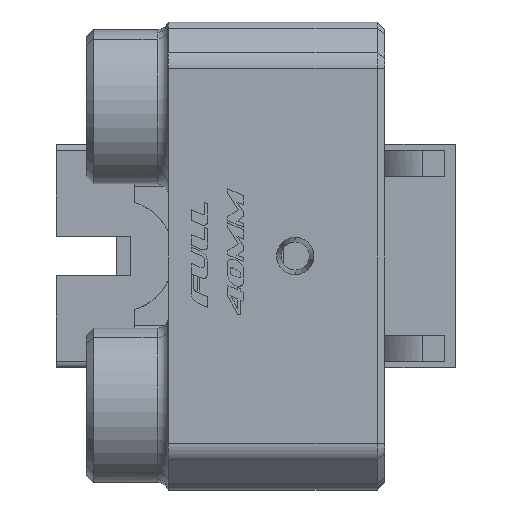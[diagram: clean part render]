
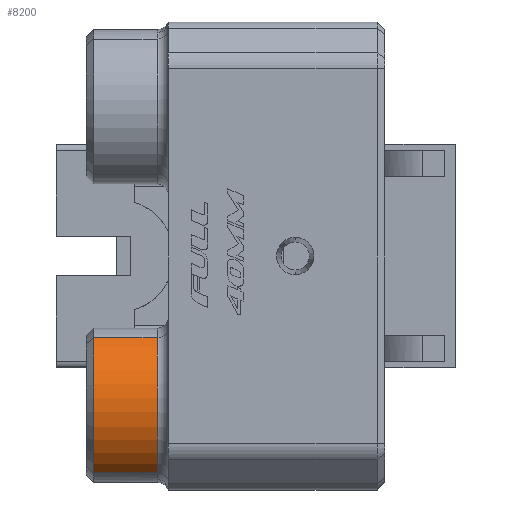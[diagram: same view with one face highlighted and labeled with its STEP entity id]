
A CAD part, left-side view. The second image highlights one B-rep face of the part: STEP entity #8200.
In plain terms, the highlighted cylindrical face has radius 11.109 mm (diameter 22.217 mm), a partial arc.
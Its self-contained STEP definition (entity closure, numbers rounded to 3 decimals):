
#351 = DIRECTION ( 'NONE',  ( 0., 1., 0. ) ) ;
#1128 = DIRECTION ( 'NONE',  ( 0., -1., 0. ) ) ;
#1909 = VERTEX_POINT ( 'NONE', #27583 ) ;
#1965 = CARTESIAN_POINT ( 'NONE',  ( -4.641, 28.5, -20. ) ) ;
#2138 = VERTEX_POINT ( 'NONE', #37342 ) ;
#2267 = VERTEX_POINT ( 'NONE', #5623 ) ;
#5196 = DIRECTION ( 'NONE',  ( 0., 1., 0. ) ) ;
#5623 = CARTESIAN_POINT ( 'NONE',  ( -11.073, 37., -29.057 ) ) ;
#5671 = VECTOR ( 'NONE', #351, 1000. ) ;
#6124 = DIRECTION ( 'NONE',  ( 0., -1., 0. ) ) ;
#6161 = ORIENTED_EDGE ( 'NONE', *, *, #15220, .T. ) ;
#6612 = LINE ( 'NONE', #9252, #5671 ) ;
#6872 = CYLINDRICAL_SURFACE ( 'NONE', #28613, 11.109 ) ;
#7362 = VERTEX_POINT ( 'NONE', #16742 ) ;
#8200 = ADVANCED_FACE ( 'NONE', ( #29675 ), #6872, .T. ) ;
#8440 = EDGE_CURVE ( 'NONE', #1909, #2267, #10492, .T. ) ;
#9252 = CARTESIAN_POINT ( 'NONE',  ( -11.073, 38., -10.943 ) ) ;
#10492 = CIRCLE ( 'NONE', #29303, 11.109 ) ;
#13263 = DIRECTION ( 'NONE',  ( 0., 0., 1. ) ) ;
#14316 = LINE ( 'NONE', #26456, #25277 ) ;
#15102 = ORIENTED_EDGE ( 'NONE', *, *, #32217, .T. ) ;
#15220 = EDGE_CURVE ( 'NONE', #2138, #1909, #6612, .T. ) ;
#16742 = CARTESIAN_POINT ( 'NONE',  ( -11.073, 28.5, -29.057 ) ) ;
#17280 = EDGE_LOOP ( 'NONE', ( #6161, #26281, #15102, #22336 ) ) ;
#18096 = CARTESIAN_POINT ( 'NONE',  ( -4.641, 38., -20. ) ) ;
#19170 = AXIS2_PLACEMENT_3D ( 'NONE', #1965, #5196, #28370 ) ;
#22336 = ORIENTED_EDGE ( 'NONE', *, *, #36344, .T. ) ;
#25277 = VECTOR ( 'NONE', #6124, 1000. ) ;
#26281 = ORIENTED_EDGE ( 'NONE', *, *, #8440, .T. ) ;
#26456 = CARTESIAN_POINT ( 'NONE',  ( -11.073, 38., -29.057 ) ) ;
#27583 = CARTESIAN_POINT ( 'NONE',  ( -11.073, 37., -10.943 ) ) ;
#28370 = DIRECTION ( 'NONE',  ( 0., 0., 1. ) ) ;
#28613 = AXIS2_PLACEMENT_3D ( 'NONE', #18096, #35748, #35566 ) ;
#29303 = AXIS2_PLACEMENT_3D ( 'NONE', #33583, #1128, #13263 ) ;
#29675 = FACE_OUTER_BOUND ( 'NONE', #17280, .T. ) ;
#32217 = EDGE_CURVE ( 'NONE', #2267, #7362, #14316, .T. ) ;
#33583 = CARTESIAN_POINT ( 'NONE',  ( -4.641, 37., -20. ) ) ;
#35537 = CIRCLE ( 'NONE', #19170, 11.109 ) ;
#35566 = DIRECTION ( 'NONE',  ( 0., 0., -1. ) ) ;
#35748 = DIRECTION ( 'NONE',  ( 0., -1., 0. ) ) ;
#36344 = EDGE_CURVE ( 'NONE', #7362, #2138, #35537, .T. ) ;
#37342 = CARTESIAN_POINT ( 'NONE',  ( -11.073, 28.5, -10.943 ) ) ;
